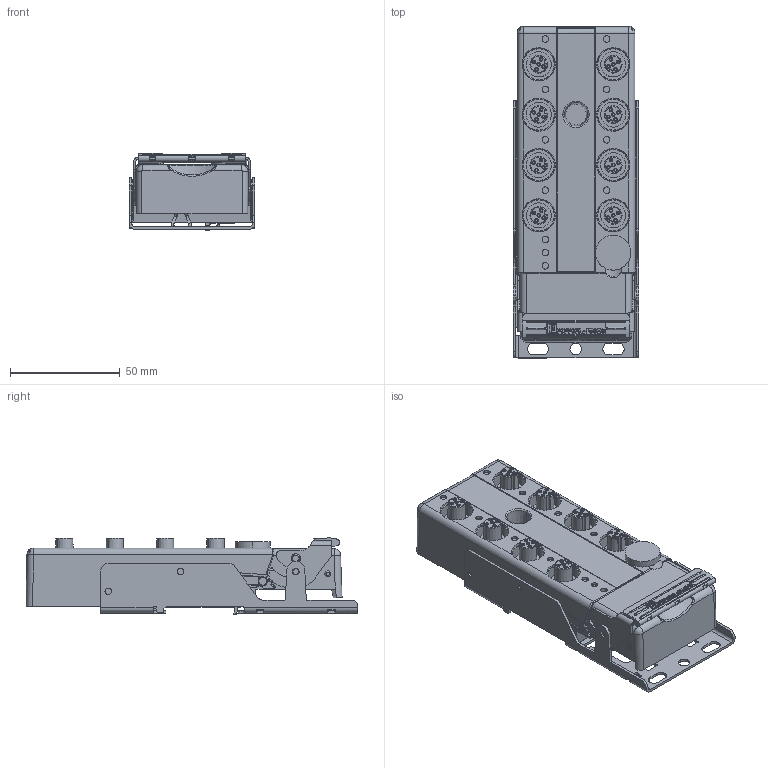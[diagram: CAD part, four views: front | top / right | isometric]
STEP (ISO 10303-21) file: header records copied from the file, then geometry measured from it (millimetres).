
FILE_DESCRIPTION((''),'2;1');
FILE_NAME('ASI-G12_8_ASM_ASM_ASM','2008-05-26T',('mabamberg'),(''),'PRO/ENGINEER BY PARAMETRIC TECHNOLOGY CORPORATION, 2006300','PRO/ENGINEER BY PARAMETRIC TECHNOLOGY CORPORATION, 2006300','');
FILE_SCHEMA(('CONFIG_CONTROL_DESIGN'));
Length unit declared in the file: millimetre
Products named in the file (5): ASI-G12_8_GEH_00370566-05_3; ASI-G12-MONTAGEPROFIL_2; ASI-G12-BUEGEL_2; ASI-G12-BUEGELGRIFF_2; ASI-G12_8_ASM_ASM_ASM
Assembly tree (4 placements, depth 2):
  ASI-G12_8_ASM_ASM_ASM
    ASI-G12_8_GEH_00370566-05_3
    ASI-G12-MONTAGEPROFIL_2
    ASI-G12-BUEGEL_2
    ASI-G12-BUEGELGRIFF_2
Bounding box: 57.4 x 151.56 x 35.44 mm (x, y, z)
Volume: 191572.6 mm3; surface area: 54395.8 mm2
Topology: 4 solids, 14 shells, 1981 faces, 5499 edges, 3633 vertices
Faces by surface type: plane 995, cylinder 645, cone 118, bspline 110, torus 90, sphere 20, extrusion 3
Entity records: 91692 total; most frequent: CARTESIAN_POINT 22998, ORIENTED_EDGE 10958, DIRECTION 10286, EDGE_CURVE 5479, PRESENTATION_STYLE_ASSIGNMENT 4133, STYLED_ITEM 4133, VERTEX_POINT 3633, AXIS2_PLACEMENT_3D 3502
